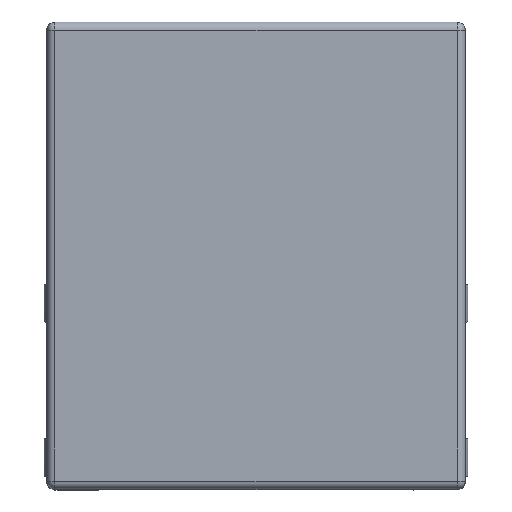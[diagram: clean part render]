
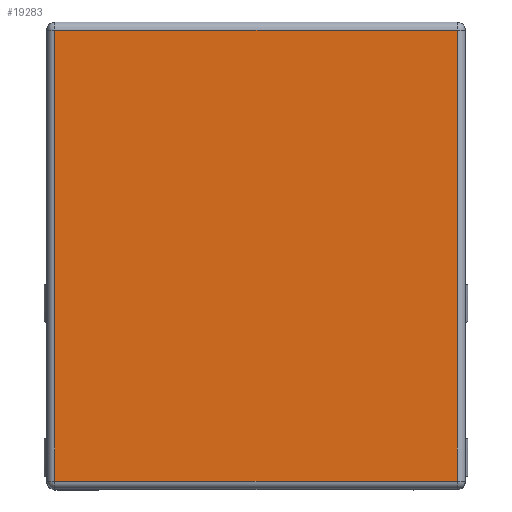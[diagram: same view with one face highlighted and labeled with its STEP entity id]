
A CAD part, top view. The second image highlights one B-rep face of the part: STEP entity #19283.
In plain terms, the highlighted planar face has unit normal (0, 0, 1).
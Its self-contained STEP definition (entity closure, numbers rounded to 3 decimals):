
#19283 = ADVANCED_FACE('',(#19284),#19318,.F.);
#19284 = FACE_BOUND('',#19285,.T.);
#19285 = EDGE_LOOP('',(#19286,#19296,#19304,#19312));
#19286 = ORIENTED_EDGE('',*,*,#19287,.T.);
#19287 = EDGE_CURVE('',#19288,#19290,#19292,.T.);
#19288 = VERTEX_POINT('',#19289);
#19289 = CARTESIAN_POINT('',(7.4,-3.7,
    16.9));
#19290 = VERTEX_POINT('',#19291);
#19291 = CARTESIAN_POINT('',(7.4,12.9,
    16.9));
#19292 = LINE('',#19293,#19294);
#19293 = CARTESIAN_POINT('',(7.4,12.9,
    16.9));
#19294 = VECTOR('',#19295,1.);
#19295 = DIRECTION('',(0.,1.,0.));
#19296 = ORIENTED_EDGE('',*,*,#19297,.T.);
#19297 = EDGE_CURVE('',#19290,#19298,#19300,.T.);
#19298 = VERTEX_POINT('',#19299);
#19299 = CARTESIAN_POINT('',(-7.4,12.9,
    16.9));
#19300 = LINE('',#19301,#19302);
#19301 = CARTESIAN_POINT('',(-7.4,12.9,
    16.9));
#19302 = VECTOR('',#19303,1.);
#19303 = DIRECTION('',(-1.,0.,0.));
#19304 = ORIENTED_EDGE('',*,*,#19305,.T.);
#19305 = EDGE_CURVE('',#19298,#19306,#19308,.T.);
#19306 = VERTEX_POINT('',#19307);
#19307 = CARTESIAN_POINT('',(-7.4,-3.7,
    16.9));
#19308 = LINE('',#19309,#19310);
#19309 = CARTESIAN_POINT('',(-7.4,-3.7,
    16.9));
#19310 = VECTOR('',#19311,1.);
#19311 = DIRECTION('',(0.,-1.,0.));
#19312 = ORIENTED_EDGE('',*,*,#19313,.T.);
#19313 = EDGE_CURVE('',#19306,#19288,#19314,.T.);
#19314 = LINE('',#19315,#19316);
#19315 = CARTESIAN_POINT('',(0.,-3.7,
    16.9));
#19316 = VECTOR('',#19317,1.);
#19317 = DIRECTION('',(1.,0.,0.));
#19318 = PLANE('',#19319);
#19319 = AXIS2_PLACEMENT_3D('',#19320,#19321,#19322);
#19320 = CARTESIAN_POINT('',(0.,12.9,
    16.9));
#19321 = DIRECTION('',(0.,0.,-1.));
#19322 = DIRECTION('',(0.,-1.,0.));
